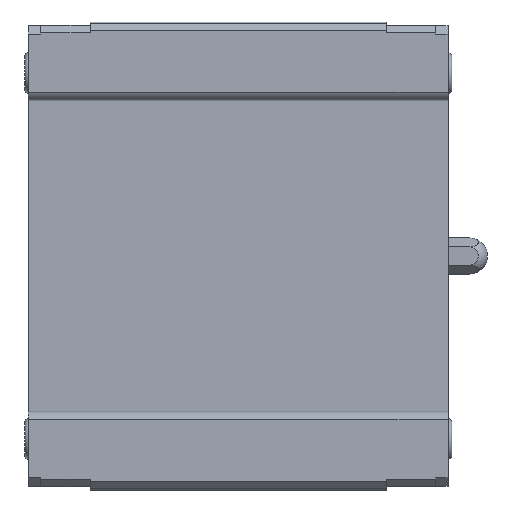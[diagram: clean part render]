
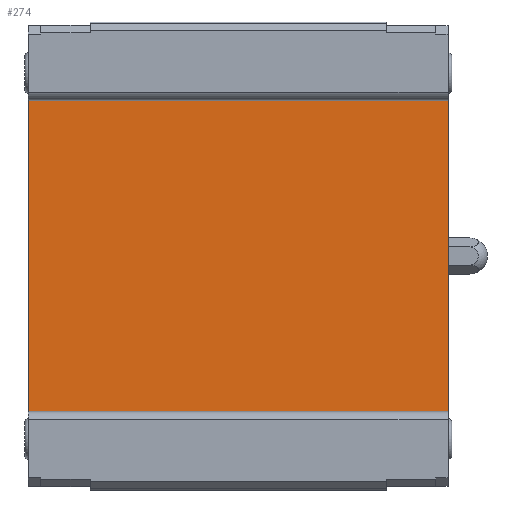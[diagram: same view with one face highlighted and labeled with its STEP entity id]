
A CAD part, front view. The second image highlights one B-rep face of the part: STEP entity #274.
In plain terms, the highlighted planar face has unit normal (0, -1, 0).
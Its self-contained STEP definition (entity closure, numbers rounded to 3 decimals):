
#274 = ADVANCED_FACE ( 'NONE', ( #1298 ), #1297, .F. ) ;
#279 = ORIENTED_EDGE ( 'NONE', *, *, #297, .T. ) ;
#285 = EDGE_LOOP ( 'NONE', ( #279, #509, #508, #368 ) ) ;
#297 = EDGE_CURVE ( 'NONE', #792, #348, #1330, .T. ) ;
#324 = EDGE_CURVE ( 'NONE', #354, #348, #1413, .T. ) ;
#348 = VERTEX_POINT ( 'NONE', #1445 ) ;
#354 = VERTEX_POINT ( 'NONE', #1434 ) ;
#368 = ORIENTED_EDGE ( 'NONE', *, *, #791, .F. ) ;
#507 = EDGE_CURVE ( 'NONE', #768, #354, #1703, .T. ) ;
#508 = ORIENTED_EDGE ( 'NONE', *, *, #507, .F. ) ;
#509 = ORIENTED_EDGE ( 'NONE', *, *, #324, .F. ) ;
#768 = VERTEX_POINT ( 'NONE', #2125 ) ;
#791 = EDGE_CURVE ( 'NONE', #792, #768, #2153, .T. ) ;
#792 = VERTEX_POINT ( 'NONE', #2149 ) ;
#1293 = DIRECTION ( 'NONE',  ( 0., 0., 1. ) ) ;
#1294 = DIRECTION ( 'NONE',  ( 0., 1., 0. ) ) ;
#1295 = CARTESIAN_POINT ( 'NONE',  ( 19., 6.1, 20.5 ) ) ;
#1296 = AXIS2_PLACEMENT_3D ( 'NONE', #1295, #1294, #1293 ) ;
#1297 = PLANE ( 'NONE',  #1296 ) ;
#1298 = FACE_OUTER_BOUND ( 'NONE', #285, .T. ) ;
#1327 = DIRECTION ( 'NONE',  ( -1., 0., 0. ) ) ;
#1328 = VECTOR ( 'NONE', #1327, 1000. ) ;
#1329 = CARTESIAN_POINT ( 'NONE',  ( 19., 6.1, 20.5 ) ) ;
#1330 = LINE ( 'NONE', #1329, #1328 ) ;
#1410 = DIRECTION ( 'NONE',  ( 0., 0., 1. ) ) ;
#1411 = VECTOR ( 'NONE', #1410, 1000. ) ;
#1412 = CARTESIAN_POINT ( 'NONE',  ( -26.9, 6.1, -20.5 ) ) ;
#1413 = LINE ( 'NONE', #1412, #1411 ) ;
#1434 = CARTESIAN_POINT ( 'NONE',  ( -26.9, 6.1, -20.5 ) ) ;
#1445 = CARTESIAN_POINT ( 'NONE',  ( -26.9, 6.1, 20.5 ) ) ;
#1700 = DIRECTION ( 'NONE',  ( -1., 0., 0. ) ) ;
#1701 = VECTOR ( 'NONE', #1700, 1000. ) ;
#1702 = CARTESIAN_POINT ( 'NONE',  ( 19., 6.1, -20.5 ) ) ;
#1703 = LINE ( 'NONE', #1702, #1701 ) ;
#2125 = CARTESIAN_POINT ( 'NONE',  ( 26.9, 6.1, -20.5 ) ) ;
#2149 = CARTESIAN_POINT ( 'NONE',  ( 26.9, 6.1, 20.5 ) ) ;
#2150 = DIRECTION ( 'NONE',  ( 0., 0., -1. ) ) ;
#2151 = VECTOR ( 'NONE', #2150, 1000. ) ;
#2152 = CARTESIAN_POINT ( 'NONE',  ( 26.9, 6.1, 20.5 ) ) ;
#2153 = LINE ( 'NONE', #2152, #2151 ) ;
